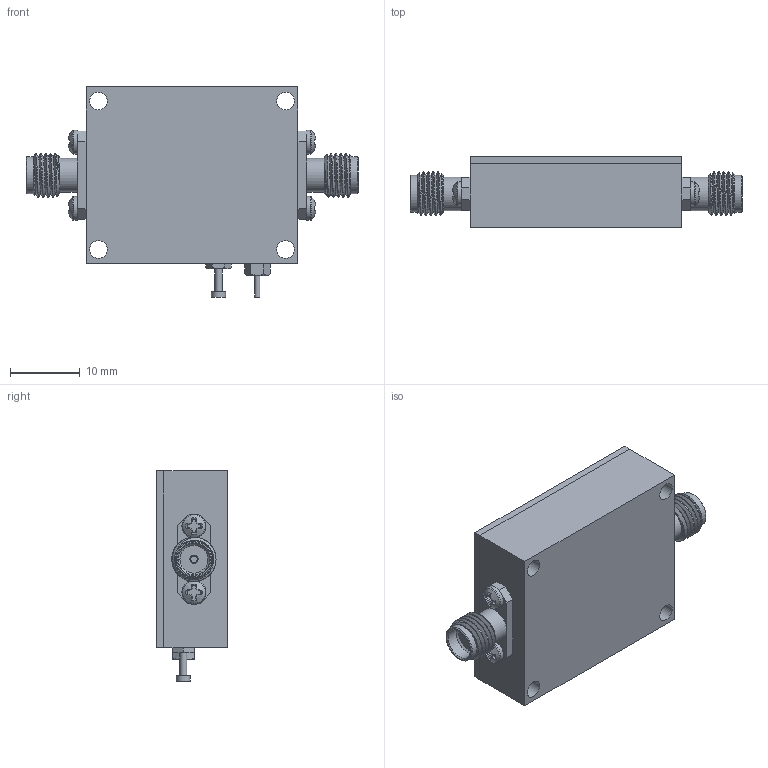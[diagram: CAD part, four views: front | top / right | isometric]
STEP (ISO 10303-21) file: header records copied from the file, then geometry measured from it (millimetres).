
FILE_DESCRIPTION (( 'STEP AP203' ), '1' );
FILE_NAME ('SLNA-180-14-30-SMA_3D.step', '2021-10-28T16:09:24', ( '' ), ( '' ), 'SwSTEP 2.0', 'SolidWorks 2021', '' );
FILE_SCHEMA (( 'CONFIG_CONTROL_DESIGN' ));
Length unit declared in the file: inch
Products named in the file (1): SLNA-180-14-30-SMA_3D
Bounding box: 47.75 x 10.21 x 30.23 mm (x, y, z)
Volume: 8126.3 mm3; surface area: 3661 mm2
Topology: 1 solids, 7 shells, 429 faces, 1088 edges, 716 vertices
Faces by surface type: plane 289, bspline 72, cone 38, cylinder 30
Full cylindrical faces by diameter (mm): 0.508 x1, 0.762 x1, 0.94 x4, 1.016 x1, 1.194 x2, 1.854 x4, 2.032 x1, 2.54 x4, 3.454 x4, 4.521 x2, 4.826 x2, 5.334 x2
Entity records: 18611 total; most frequent: CARTESIAN_POINT 9084, ORIENTED_EDGE 2060, DIRECTION 1610, EDGE_CURVE 1030, VERTEX_POINT 698, VECTOR 646, LINE 646, EDGE_LOOP 520
